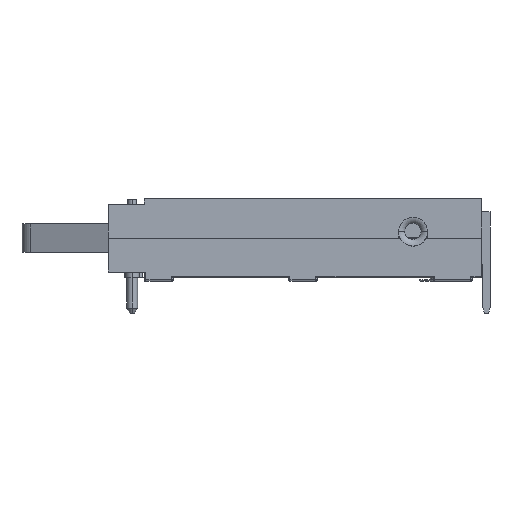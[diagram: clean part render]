
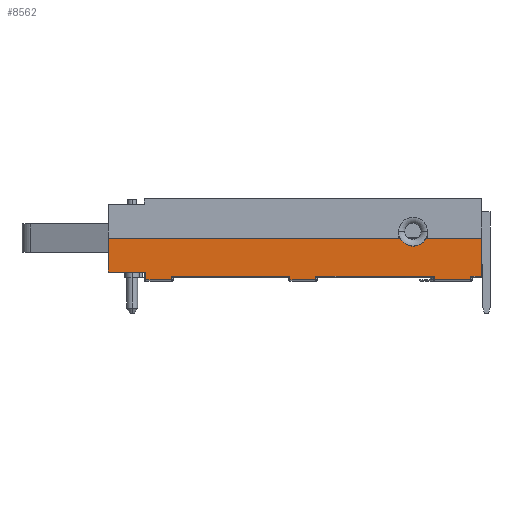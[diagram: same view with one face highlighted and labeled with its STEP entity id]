
A CAD part, left-side view. The second image highlights one B-rep face of the part: STEP entity #8562.
In plain terms, the highlighted planar face has unit normal (-1, 0, 0).
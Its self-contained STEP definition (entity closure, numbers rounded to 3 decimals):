
#449=DIRECTION('',(0.,-1.,0.));
#450=VECTOR('',#449,40.514);
#451=CARTESIAN_POINT('',(-14.5,25.9,0.));
#452=LINE('',#451,#450);
#562=DIRECTION('',(0.,-1.,0.));
#563=VECTOR('',#562,7.714);
#564=CARTESIAN_POINT('',(-14.5,-18.186,0.));
#565=LINE('',#564,#563);
#606=DIRECTION('',(0.,0.,-1.));
#607=VECTOR('',#606,5.3);
#608=CARTESIAN_POINT('',(-14.5,-25.9,0.));
#609=LINE('',#608,#607);
#1053=CARTESIAN_POINT('',(-14.5,-16.4,0.9));
#1054=DIRECTION('',(-1.,0.,0.));
#1055=DIRECTION('',(0.,0.893,-0.45));
#1056=AXIS2_PLACEMENT_3D('',#1053,#1054,#1055);
#1058=DIRECTION('',(0.,1.,0.));
#1059=VECTOR('',#1058,1.5);
#1060=CARTESIAN_POINT('',(-14.5,-25.9,-5.3));
#1061=LINE('',#1060,#1059);
#1062=DIRECTION('',(0.,0.,1.));
#1063=VECTOR('',#1062,0.5);
#1064=CARTESIAN_POINT('',(-14.5,-24.4,-5.8));
#1065=LINE('',#1064,#1063);
#1066=DIRECTION('',(0.,1.,0.));
#1067=VECTOR('',#1066,5.);
#1068=CARTESIAN_POINT('',(-14.5,-24.4,-5.8));
#1069=LINE('',#1068,#1067);
#1070=DIRECTION('',(0.,0.,1.));
#1071=VECTOR('',#1070,0.5);
#1072=CARTESIAN_POINT('',(-14.5,-19.4,-5.8));
#1073=LINE('',#1072,#1071);
#1074=DIRECTION('',(0.,1.,0.));
#1075=VECTOR('',#1074,16.5);
#1076=CARTESIAN_POINT('',(-14.5,-19.4,-5.3));
#1077=LINE('',#1076,#1075);
#1078=DIRECTION('',(0.,0.,1.));
#1079=VECTOR('',#1078,0.5);
#1080=CARTESIAN_POINT('',(-14.5,-2.9,-5.8));
#1081=LINE('',#1080,#1079);
#1082=DIRECTION('',(0.,1.,0.));
#1083=VECTOR('',#1082,3.6);
#1084=CARTESIAN_POINT('',(-14.5,-2.9,-5.8));
#1085=LINE('',#1084,#1083);
#1086=DIRECTION('',(0.,0.,1.));
#1087=VECTOR('',#1086,0.5);
#1088=CARTESIAN_POINT('',(-14.5,0.7,-5.8));
#1089=LINE('',#1088,#1087);
#1090=DIRECTION('',(0.,1.,0.));
#1091=VECTOR('',#1090,16.4);
#1092=CARTESIAN_POINT('',(-14.5,0.7,-5.3));
#1093=LINE('',#1092,#1091);
#1094=DIRECTION('',(0.,0.,1.));
#1095=VECTOR('',#1094,0.5);
#1096=CARTESIAN_POINT('',(-14.5,17.1,-5.8));
#1097=LINE('',#1096,#1095);
#1098=DIRECTION('',(0.,1.,0.));
#1099=VECTOR('',#1098,3.6);
#1100=CARTESIAN_POINT('',(-14.5,17.1,-5.8));
#1101=LINE('',#1100,#1099);
#1102=DIRECTION('',(0.,0.,1.));
#1103=VECTOR('',#1102,1.1);
#1104=CARTESIAN_POINT('',(-14.5,20.7,-5.8));
#1105=LINE('',#1104,#1103);
#1106=DIRECTION('',(0.,0.,-1.));
#1107=VECTOR('',#1106,4.7);
#1108=CARTESIAN_POINT('',(-14.5,25.9,0.));
#1109=LINE('',#1108,#1107);
#5072=DIRECTION('',(0.,-1.,0.));
#5073=VECTOR('',#5072,5.2);
#5074=CARTESIAN_POINT('',(-14.5,25.9,-4.7));
#5075=LINE('',#5074,#5073);
#5844=CARTESIAN_POINT('',(-14.5,25.9,0.));
#5845=VERTEX_POINT('',#5844);
#7109=CARTESIAN_POINT('',(-14.5,-25.9,0.));
#7110=VERTEX_POINT('',#7109);
#7132=CARTESIAN_POINT('',(-14.5,25.9,-4.7));
#7134=VERTEX_POINT('',#7132);
#7175=CARTESIAN_POINT('',(-14.5,-2.9,-5.8));
#7176=CARTESIAN_POINT('',(-14.5,0.7,-5.8));
#7177=VERTEX_POINT('',#7175);
#7178=VERTEX_POINT('',#7176);
#7267=CARTESIAN_POINT('',(-14.5,-25.9,-5.3));
#7268=VERTEX_POINT('',#7267);
#7269=CARTESIAN_POINT('',(-14.5,-19.4,-5.3));
#7270=CARTESIAN_POINT('',(-14.5,-2.9,-5.3));
#7271=VERTEX_POINT('',#7269);
#7272=VERTEX_POINT('',#7270);
#7277=CARTESIAN_POINT('',(-14.5,-24.4,-5.8));
#7278=CARTESIAN_POINT('',(-14.5,-24.4,-5.3));
#7279=VERTEX_POINT('',#7277);
#7280=VERTEX_POINT('',#7278);
#7303=CARTESIAN_POINT('',(-14.5,-19.4,-5.8));
#7304=VERTEX_POINT('',#7303);
#7327=CARTESIAN_POINT('',(-14.5,0.7,-5.3));
#7328=VERTEX_POINT('',#7327);
#7329=CARTESIAN_POINT('',(-14.5,17.1,-5.3));
#7330=VERTEX_POINT('',#7329);
#7333=CARTESIAN_POINT('',(-14.5,17.1,-5.8));
#7334=VERTEX_POINT('',#7333);
#7361=CARTESIAN_POINT('',(-14.5,20.7,-5.8));
#7362=VERTEX_POINT('',#7361);
#7365=CARTESIAN_POINT('',(-14.5,20.7,-4.7));
#7366=VERTEX_POINT('',#7365);
#7567=CARTESIAN_POINT('',(-14.5,-14.614,0.));
#7569=VERTEX_POINT('',#7567);
#7571=CARTESIAN_POINT('',(-14.5,-18.186,0.));
#7573=VERTEX_POINT('',#7571);
#8523=CARTESIAN_POINT('',(-14.5,25.9,0.));
#8524=DIRECTION('',(-1.,0.,0.));
#8525=DIRECTION('',(0.,-1.,0.));
#8526=AXIS2_PLACEMENT_3D('',#8523,#8524,#8525);
#8527=PLANE('',#8526);
#8529=ORIENTED_EDGE('',*,*,#8528,.T.);
#8530=ORIENTED_EDGE('',*,*,#7985,.T.);
#8531=ORIENTED_EDGE('',*,*,#8095,.T.);
#8533=ORIENTED_EDGE('',*,*,#8532,.T.);
#8535=ORIENTED_EDGE('',*,*,#8534,.F.);
#8537=ORIENTED_EDGE('',*,*,#8536,.T.);
#8539=ORIENTED_EDGE('',*,*,#8538,.T.);
#8541=ORIENTED_EDGE('',*,*,#8540,.T.);
#8543=ORIENTED_EDGE('',*,*,#8542,.F.);
#8544=ORIENTED_EDGE('',*,*,#8506,.T.);
#8546=ORIENTED_EDGE('',*,*,#8545,.T.);
#8548=ORIENTED_EDGE('',*,*,#8547,.T.);
#8550=ORIENTED_EDGE('',*,*,#8549,.F.);
#8552=ORIENTED_EDGE('',*,*,#8551,.T.);
#8554=ORIENTED_EDGE('',*,*,#8553,.T.);
#8556=ORIENTED_EDGE('',*,*,#8555,.F.);
#8558=ORIENTED_EDGE('',*,*,#8557,.F.);
#8559=ORIENTED_EDGE('',*,*,#7900,.T.);
#8560=EDGE_LOOP('',(#8529,#8530,#8531,#8533,#8535,#8537,#8539,#8541,#8543,#8544,
#8546,#8548,#8550,#8552,#8554,#8556,#8558,#8559));
#8561=FACE_OUTER_BOUND('',#8560,.F.);
#1057=CIRCLE('',#1056,2.);
#7900=EDGE_CURVE('',#5845,#7569,#452,.T.);
#7985=EDGE_CURVE('',#7573,#7110,#565,.T.);
#8095=EDGE_CURVE('',#7110,#7268,#609,.T.);
#8506=EDGE_CURVE('',#7177,#7178,#1085,.T.);
#8528=EDGE_CURVE('',#7569,#7573,#1057,.T.);
#8532=EDGE_CURVE('',#7268,#7280,#1061,.T.);
#8534=EDGE_CURVE('',#7279,#7280,#1065,.T.);
#8536=EDGE_CURVE('',#7279,#7304,#1069,.T.);
#8538=EDGE_CURVE('',#7304,#7271,#1073,.T.);
#8540=EDGE_CURVE('',#7271,#7272,#1077,.T.);
#8542=EDGE_CURVE('',#7177,#7272,#1081,.T.);
#8545=EDGE_CURVE('',#7178,#7328,#1089,.T.);
#8547=EDGE_CURVE('',#7328,#7330,#1093,.T.);
#8549=EDGE_CURVE('',#7334,#7330,#1097,.T.);
#8551=EDGE_CURVE('',#7334,#7362,#1101,.T.);
#8553=EDGE_CURVE('',#7362,#7366,#1105,.T.);
#8555=EDGE_CURVE('',#7134,#7366,#5075,.T.);
#8557=EDGE_CURVE('',#5845,#7134,#1109,.T.);
#8562=ADVANCED_FACE('',(#8561),#8527,.T.);
